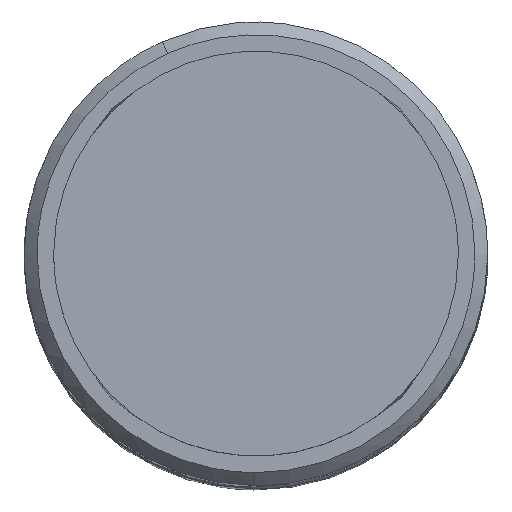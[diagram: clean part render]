
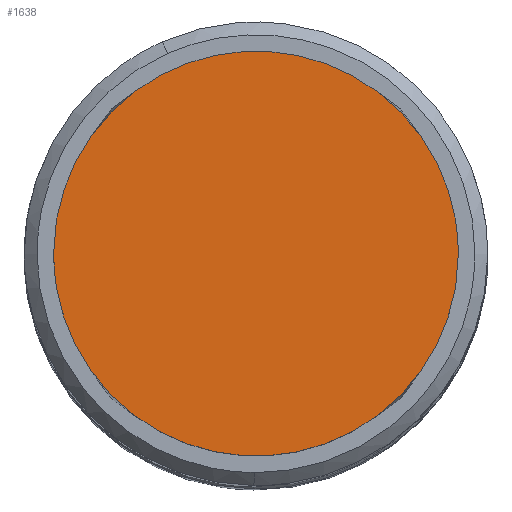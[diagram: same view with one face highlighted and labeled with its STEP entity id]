
A CAD part, top view. The second image highlights one B-rep face of the part: STEP entity #1638.
In plain terms, the highlighted free-form (B-spline) face has degree [1, 1] with [2, 2] control points.
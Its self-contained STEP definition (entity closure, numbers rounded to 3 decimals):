
#1597=CARTESIAN_POINT('',(-8.643,-8.643,113.));
#1598=CARTESIAN_POINT('',(8.643,-8.643,113.));
#1599=CARTESIAN_POINT('',(-8.643,8.643,113.));
#1600=CARTESIAN_POINT('',(8.643,8.643,113.));
#1601=B_SPLINE_SURFACE_WITH_KNOTS('',1,1,((#1597,#1599),(#1598,#1600)),.UNSPECIFIED.,.F.,.F.,.U.,(2,2),(2,2),(0.0,17.286),(0.0,17.286),.UNSPECIFIED.);
#1602=CARTESIAN_POINT('',(7.858,0.0,113.));
#1603=VERTEX_POINT('',#1602);
#1604=CARTESIAN_POINT('',(-7.858,0.0,113.));
#1605=VERTEX_POINT('',#1604);
#1606=CARTESIAN_POINT('',(7.858,0.0,113.));
#1607=CARTESIAN_POINT('',(7.858,-7.858,113.));
#1608=CARTESIAN_POINT('',(0.0,-7.858,113.));
#1609=CARTESIAN_POINT('',(-7.858,-7.858,113.));
#1610=CARTESIAN_POINT('',(-7.858,0.0,113.));
#1618=(BOUNDED_CURVE()B_SPLINE_CURVE(2,(#1606,#1607,#1608,#1609,#1610),.UNSPECIFIED.,.F.,.U.)B_SPLINE_CURVE_WITH_KNOTS((3,2,3),(0.5,0.75,1.0),.UNSPECIFIED.)CURVE()GEOMETRIC_REPRESENTATION_ITEM()RATIONAL_B_SPLINE_CURVE((1.0,0.707,1.0,0.707,1.0))REPRESENTATION_ITEM(''));
#1619=EDGE_CURVE('',#1603,#1605,#1618,.T.);
#1620=ORIENTED_EDGE('',*,*,#1619,.F.);
#1621=CARTESIAN_POINT('',(-7.858,0.0,113.));
#1622=CARTESIAN_POINT('',(-7.858,7.858,113.));
#1623=CARTESIAN_POINT('',(0.0,7.858,113.));
#1624=CARTESIAN_POINT('',(7.858,7.858,113.));
#1625=CARTESIAN_POINT('',(7.858,0.0,113.));
#1633=(BOUNDED_CURVE()B_SPLINE_CURVE(2,(#1621,#1622,#1623,#1624,#1625),.UNSPECIFIED.,.F.,.U.)B_SPLINE_CURVE_WITH_KNOTS((3,2,3),(0.0,0.25,0.5),.UNSPECIFIED.)CURVE()GEOMETRIC_REPRESENTATION_ITEM()RATIONAL_B_SPLINE_CURVE((1.0,0.707,1.0,0.707,1.0))REPRESENTATION_ITEM(''));
#1634=EDGE_CURVE('',#1605,#1603,#1633,.T.);
#1635=ORIENTED_EDGE('',*,*,#1634,.F.);
#1636=EDGE_LOOP('',(#1620,#1635));
#1637=FACE_OUTER_BOUND('',#1636,.T.);
#1638=ADVANCED_FACE('',(#1637),#1601,.T.);
